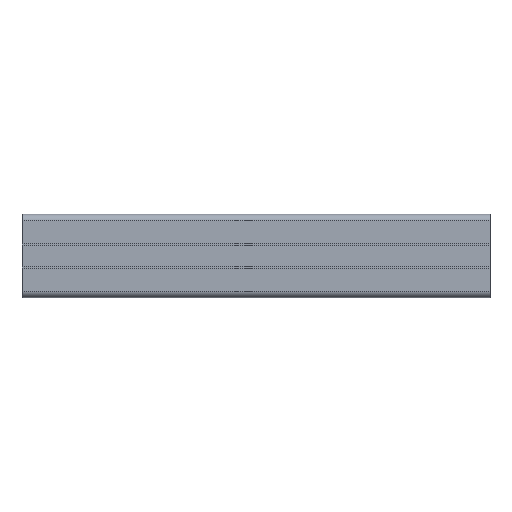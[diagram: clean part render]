
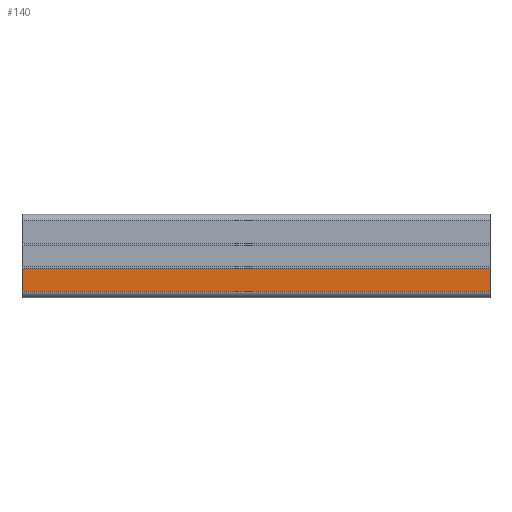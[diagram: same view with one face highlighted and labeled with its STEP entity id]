
A CAD part, front view. The second image highlights one B-rep face of the part: STEP entity #140.
In plain terms, the highlighted planar face has unit normal (0, -1, 0).
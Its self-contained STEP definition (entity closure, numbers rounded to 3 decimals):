
#140=ADVANCED_FACE('',(#385),#386,.T.);
#385=FACE_OUTER_BOUND('',#695,.T.);
#386=PLANE('',#696);
#695=EDGE_LOOP('',(#1509,#1510,#1511,#1512));
#696=AXIS2_PLACEMENT_3D('',#1513,#1514,#1515);
#1509=ORIENTED_EDGE('',*,*,#2432,.T.);
#1510=ORIENTED_EDGE('',*,*,#2433,.F.);
#1511=ORIENTED_EDGE('',*,*,#2434,.T.);
#1512=ORIENTED_EDGE('',*,*,#2430,.T.);
#1513=CARTESIAN_POINT('',(0.0,-20.0,-11.4));
#1514=DIRECTION('',(0.0,-1.0,0.0));
#1515=DIRECTION('',(0.0,0.0,-1.0));
#2430=EDGE_CURVE('',#3059,#3057,#3060,.T.);
#2432=EDGE_CURVE('',#3057,#3062,#3063,.T.);
#2433=EDGE_CURVE('',#3064,#3062,#3065,.T.);
#2434=EDGE_CURVE('',#3064,#3059,#3066,.T.);
#3057=VERTEX_POINT('',#4093);
#3059=VERTEX_POINT('',#4095);
#3060=LINE('',#4096,#4097);
#3062=VERTEX_POINT('',#4099);
#3063=LINE('',#4100,#4101);
#3064=VERTEX_POINT('',#4102);
#3065=LINE('',#4103,#4104);
#3066=LINE('',#4105,#4106);
#4093=CARTESIAN_POINT('',(225.0,-20.0,-17.0));
#4095=CARTESIAN_POINT('',(0.0,-20.0,-17.0));
#4096=CARTESIAN_POINT('',(0.0,-20.0,-17.0));
#4097=VECTOR('',#4878,1.0);
#4099=CARTESIAN_POINT('',(225.0,-20.0,-5.8));
#4100=CARTESIAN_POINT('',(225.0,-20.0,-5.8));
#4101=VECTOR('',#4882,1.0);
#4102=CARTESIAN_POINT('',(0.0,-20.0,-5.8));
#4103=CARTESIAN_POINT('',(0.0,-20.0,-5.8));
#4104=VECTOR('',#4883,1.0);
#4105=CARTESIAN_POINT('',(0.0,-20.0,-5.8));
#4106=VECTOR('',#4884,1.0);
#4878=DIRECTION('',(1.0,0.0,0.0));
#4882=DIRECTION('',(-0.0,0.0,1.0));
#4883=DIRECTION('',(1.0,0.0,0.0));
#4884=DIRECTION('',(0.0,0.0,-1.0));
